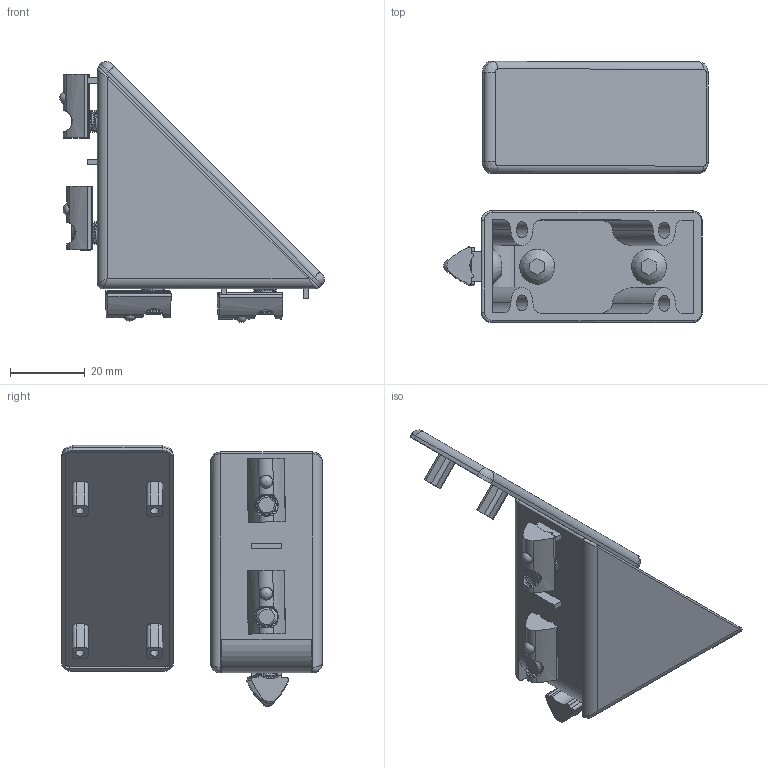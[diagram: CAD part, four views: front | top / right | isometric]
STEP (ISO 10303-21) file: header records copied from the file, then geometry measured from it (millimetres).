
FILE_DESCRIPTION(('FreeCAD Model'),'2;1');
FILE_NAME('Open CASCADE Shape Model','2024-03-18T17:47:10',(''),(''), 'Open CASCADE STEP processor 7.6','FreeCAD','Unknown');
FILE_SCHEMA(('AUTOMOTIVE_DESIGN { 1 0 10303 214 1 1 1 1 }'));
Length unit declared in the file: millimetre
Products named in the file (11): STI6-KE6030; S206W60; S206WAK60; Halbrundschraube ISO 7380 M6x14; S206NSMS6; 1; 2; 3; S206NSMS6001; S206NSMS6002; S206NSMS6003
Assembly tree (22 placements, depth 3):
  STI6-KE6030
    S206W60
    S206WAK60
    Halbrundschraube ISO 7380 M6x14  x4
    S206NSMS6
      1
      2
      3
    S206NSMS6001
      1
      2
      3
    S206NSMS6002
      1
      2
      3
    S206NSMS6003
      1
      2
      3
Bounding box: 71.02 x 70 x 70.06 mm (x, y, z)
Volume: 27644.4 mm3; surface area: 25478.7 mm2
Topology: 18 solids, 18 shells, 432 faces, 1126 edges, 746 vertices
Faces by surface type: plane 154, cylinder 144, bspline 126, cone 4, sphere 4
Full cylindrical faces by diameter (mm): 2.3 x4, 3.5 x4, 4.3 x4, 6.6 x4
Entity records: 40093 total; most frequent: CARTESIAN_POINT 29176, DIRECTION 1821, ORIENTED_EDGE 1096, PCURVE 1096, DEFINITIONAL_REPRESENTATION 1096, LINE 955, VECTOR 955, EDGE_CURVE 548
